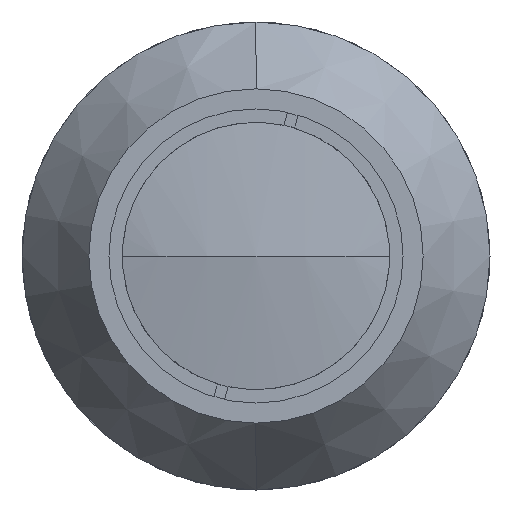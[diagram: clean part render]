
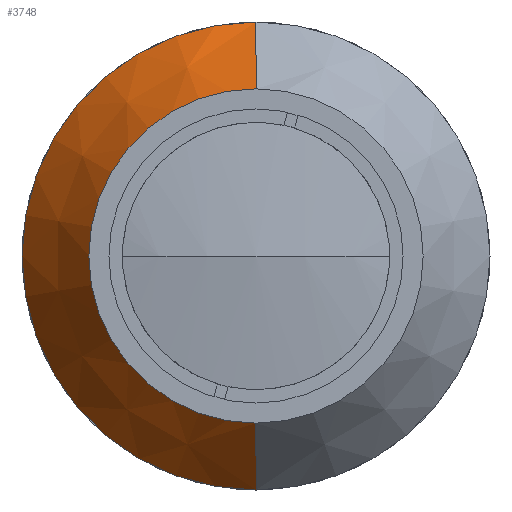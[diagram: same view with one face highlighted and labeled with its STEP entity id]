
A CAD part, left-side view. The second image highlights one B-rep face of the part: STEP entity #3748.
In plain terms, the highlighted conical face has half-angle 35 degrees and reference radius 21 mm.
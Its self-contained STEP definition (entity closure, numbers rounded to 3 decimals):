
#46 = EDGE_CURVE ( 'NONE', #884, #3937, #2847, .T. ) ;
#164 = DIRECTION ( 'NONE',  ( 1., 0., 0. ) ) ;
#242 = CARTESIAN_POINT ( 'NONE',  ( 23.569, 0., -21. ) ) ;
#296 = CARTESIAN_POINT ( 'NONE',  ( 23.569, 0., -21. ) ) ;
#372 = DIRECTION ( 'NONE',  ( -1., 0., 0. ) ) ;
#466 = AXIS2_PLACEMENT_3D ( 'NONE', #2710, #164, #1747 ) ;
#533 = VERTEX_POINT ( 'NONE', #1104 ) ;
#884 = VERTEX_POINT ( 'NONE', #3895 ) ;
#1104 = CARTESIAN_POINT ( 'NONE',  ( 23.569, 0., 21. ) ) ;
#1222 = AXIS2_PLACEMENT_3D ( 'NONE', #1594, #3840, #1928 ) ;
#1229 = CARTESIAN_POINT ( 'NONE',  ( 15., 0., 15. ) ) ;
#1556 = LINE ( 'NONE', #3519, #4007 ) ;
#1594 = CARTESIAN_POINT ( 'NONE',  ( 23.569, 0., 0. ) ) ;
#1629 = ORIENTED_EDGE ( 'NONE', *, *, #46, .F. ) ;
#1747 = DIRECTION ( 'NONE',  ( 0., 0., -1. ) ) ;
#1756 = ORIENTED_EDGE ( 'NONE', *, *, #3176, .T. ) ;
#1928 = DIRECTION ( 'NONE',  ( 0., 0., 1. ) ) ;
#2040 = EDGE_LOOP ( 'NONE', ( #3329, #1756, #3310, #1629 ) ) ;
#2242 = EDGE_CURVE ( 'NONE', #3928, #884, #2870, .T. ) ;
#2259 = CARTESIAN_POINT ( 'NONE',  ( 15., 0., 0. ) ) ;
#2456 = DIRECTION ( 'NONE',  ( 0.819, 0., -0.574 ) ) ;
#2588 = DIRECTION ( 'NONE',  ( 0., 0., 1. ) ) ;
#2710 = CARTESIAN_POINT ( 'NONE',  ( 23.569, 0., 0. ) ) ;
#2847 = LINE ( 'NONE', #242, #2957 ) ;
#2870 = CIRCLE ( 'NONE', #3979, 15. ) ;
#2957 = VECTOR ( 'NONE', #2456, 1000. ) ;
#3176 = EDGE_CURVE ( 'NONE', #3928, #533, #1556, .T. ) ;
#3189 = DIRECTION ( 'NONE',  ( 0.819, 0., 0.574 ) ) ;
#3310 = ORIENTED_EDGE ( 'NONE', *, *, #4008, .T. ) ;
#3329 = ORIENTED_EDGE ( 'NONE', *, *, #2242, .F. ) ;
#3366 = CIRCLE ( 'NONE', #1222, 21. ) ;
#3519 = CARTESIAN_POINT ( 'NONE',  ( 23.569, 0., 21. ) ) ;
#3748 = ADVANCED_FACE ( 'NONE', ( #4058 ), #3863, .T. ) ;
#3840 = DIRECTION ( 'NONE',  ( -1., 0., 0. ) ) ;
#3863 = CONICAL_SURFACE ( 'NONE', #466, 21., 0.611 ) ;
#3895 = CARTESIAN_POINT ( 'NONE',  ( 15., 0., -15. ) ) ;
#3928 = VERTEX_POINT ( 'NONE', #1229 ) ;
#3937 = VERTEX_POINT ( 'NONE', #296 ) ;
#3979 = AXIS2_PLACEMENT_3D ( 'NONE', #2259, #372, #2588 ) ;
#4007 = VECTOR ( 'NONE', #3189, 1000. ) ;
#4008 = EDGE_CURVE ( 'NONE', #533, #3937, #3366, .T. ) ;
#4058 = FACE_OUTER_BOUND ( 'NONE', #2040, .T. ) ;
